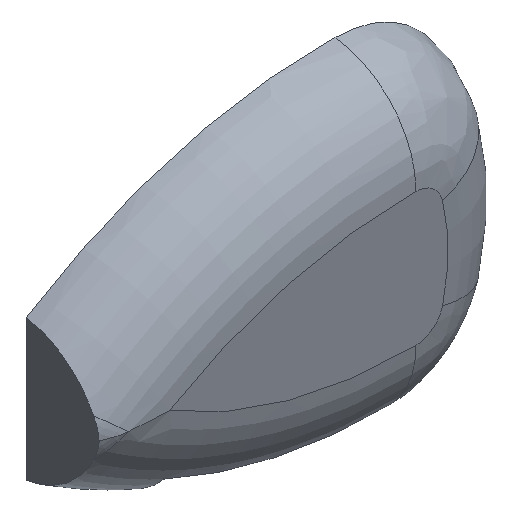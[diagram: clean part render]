
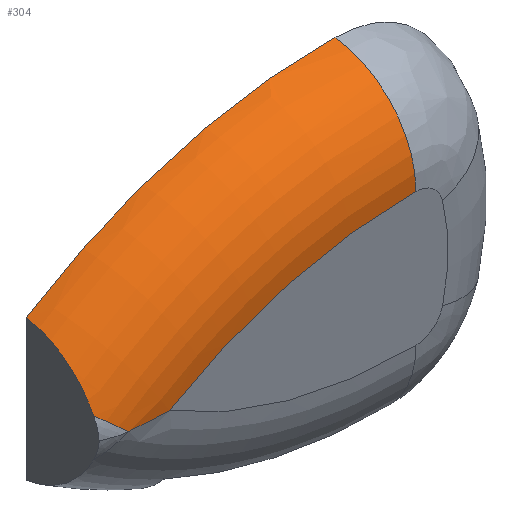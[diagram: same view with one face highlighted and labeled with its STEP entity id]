
A CAD part, isometric view. The second image highlights one B-rep face of the part: STEP entity #304.
In plain terms, the highlighted toroidal (fillet/blend) face has major radius 76.013 mm and minor radius 15 mm.
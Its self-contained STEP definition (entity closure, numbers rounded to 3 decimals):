
#20=TOROIDAL_SURFACE('',#348,76.013,15.);
#24=B_SPLINE_CURVE_WITH_KNOTS('',3,(#529,#530,#531,#532,#533,#534),
 .UNSPECIFIED.,.F.,.F.,(4,2,4),(-0.618,0.,0.003),
 .UNSPECIFIED.);
#29=B_SPLINE_CURVE_WITH_KNOTS('',3,(#581,#582,#583,#584,#585,#586,#587,
#588,#589,#590,#591,#592,#593,#594),.UNSPECIFIED.,.F.,.F.,(4,2,2,2,2,2,
4),(0.168,0.26,0.52,0.805,
1.089,1.413,1.505),.UNSPECIFIED.);
#30=B_SPLINE_CURVE_WITH_KNOTS('',3,(#596,#597,#598,#599),.UNSPECIFIED.,
 .F.,.F.,(4,4),(-1.056,-0.774),.UNSPECIFIED.);
#55=FACE_OUTER_BOUND('',#74,.T.);
#74=EDGE_LOOP('',(#266,#267,#268,#269,#270,#271));
#115=CIRCLE('',#332,90.91);
#125=CIRCLE('',#349,76.013);
#126=CIRCLE('',#350,15.);
#141=VERTEX_POINT('',#468);
#142=VERTEX_POINT('',#470);
#151=VERTEX_POINT('',#526);
#152=VERTEX_POINT('',#528);
#156=VERTEX_POINT('',#574);
#157=VERTEX_POINT('',#600);
#173=EDGE_CURVE('',#141,#142,#115,.T.);
#188=EDGE_CURVE('',#152,#151,#24,.T.);
#195=EDGE_CURVE('',#141,#156,#29,.T.);
#196=EDGE_CURVE('',#152,#156,#30,.T.);
#197=EDGE_CURVE('',#151,#157,#125,.T.);
#198=EDGE_CURVE('',#142,#157,#126,.T.);
#266=ORIENTED_EDGE('',*,*,#195,.T.);
#267=ORIENTED_EDGE('',*,*,#196,.F.);
#268=ORIENTED_EDGE('',*,*,#188,.T.);
#269=ORIENTED_EDGE('',*,*,#197,.T.);
#270=ORIENTED_EDGE('',*,*,#198,.F.);
#271=ORIENTED_EDGE('',*,*,#173,.F.);
#304=ADVANCED_FACE('',(#55),#20,.T.);
#332=AXIS2_PLACEMENT_3D('',#471,#385,#386);
#348=AXIS2_PLACEMENT_3D('',#595,#422,#423);
#349=AXIS2_PLACEMENT_3D('',#601,#424,#425);
#350=AXIS2_PLACEMENT_3D('',#602,#426,#427);
#385=DIRECTION('center_axis',(0.,1.,0.));
#386=DIRECTION('ref_axis',(0.,0.,1.));
#422=DIRECTION('center_axis',(0.,1.,0.));
#423=DIRECTION('ref_axis',(0.,0.,1.));
#424=DIRECTION('center_axis',(0.,1.,0.));
#425=DIRECTION('ref_axis',(-0.289,0.,0.957));
#426=DIRECTION('center_axis',(1.,0.,-0.011));
#427=DIRECTION('ref_axis',(0.011,0.,1.));
#468=CARTESIAN_POINT('',(-23.,14.25,15.165));
#470=CARTESIAN_POINT('',(26.972,14.25,29.486));
#471=CARTESIAN_POINT('Origin',(25.986,14.25,-61.418));
#526=CARTESIAN_POINT('',(-13.059,1.,3.8));
#528=CARTESIAN_POINT('',(-19.275,1.384,3.8));
#529=CARTESIAN_POINT('Ctrl Pts',(-19.275,1.384,3.8));
#530=CARTESIAN_POINT('Ctrl Pts',(-17.228,1.115,3.8));
#531=CARTESIAN_POINT('Ctrl Pts',(-15.152,1.001,3.8));
#532=CARTESIAN_POINT('Ctrl Pts',(-13.081,1.,3.8));
#533=CARTESIAN_POINT('Ctrl Pts',(-13.07,1.,3.8));
#534=CARTESIAN_POINT('Ctrl Pts',(-13.059,1.,3.8));
#574=CARTESIAN_POINT('',(-23.,3.344,6.899));
#581=CARTESIAN_POINT('Ctrl Pts',(-23.,14.25,15.165));
#582=CARTESIAN_POINT('Ctrl Pts',(-23.,13.922,15.12));
#583=CARTESIAN_POINT('Ctrl Pts',(-23.,13.592,15.061));
#584=CARTESIAN_POINT('Ctrl Pts',(-23.,12.343,14.785));
#585=CARTESIAN_POINT('Ctrl Pts',(-23.,11.444,14.475));
#586=CARTESIAN_POINT('Ctrl Pts',(-23.,9.791,13.723));
#587=CARTESIAN_POINT('Ctrl Pts',(-23.,8.895,13.199));
#588=CARTESIAN_POINT('Ctrl Pts',(-23.,7.24,11.962));
#589=CARTESIAN_POINT('Ctrl Pts',(-23.,6.481,11.251));
#590=CARTESIAN_POINT('Ctrl Pts',(-23.,5.124,9.742));
#591=CARTESIAN_POINT('Ctrl Pts',(-23.,4.423,8.789));
#592=CARTESIAN_POINT('Ctrl Pts',(-23.,3.657,7.485));
#593=CARTESIAN_POINT('Ctrl Pts',(-23.,3.496,7.193));
#594=CARTESIAN_POINT('Ctrl Pts',(-23.,3.344,6.899));
#595=CARTESIAN_POINT('Origin',(25.986,16.,-61.418));
#596=CARTESIAN_POINT('Ctrl Pts',(-19.275,1.384,3.8));
#597=CARTESIAN_POINT('Ctrl Pts',(-20.564,1.76,4.892));
#598=CARTESIAN_POINT('Ctrl Pts',(-21.827,2.414,5.94));
#599=CARTESIAN_POINT('Ctrl Pts',(-23.,3.344,6.899));
#600=CARTESIAN_POINT('',(26.81,1.,14.59));
#601=CARTESIAN_POINT('Origin',(25.986,1.,-61.418));
#602=CARTESIAN_POINT('Origin',(26.81,16.,14.59));
